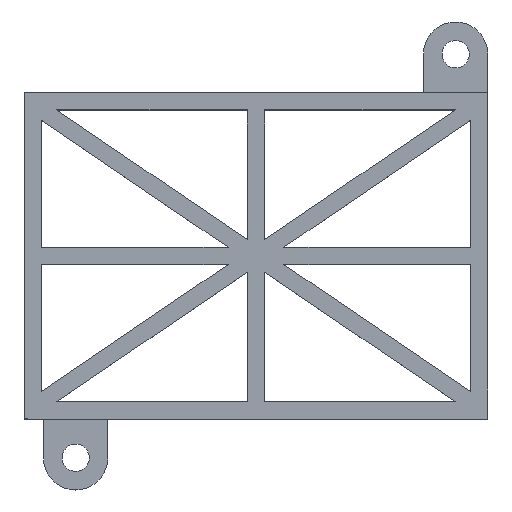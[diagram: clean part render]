
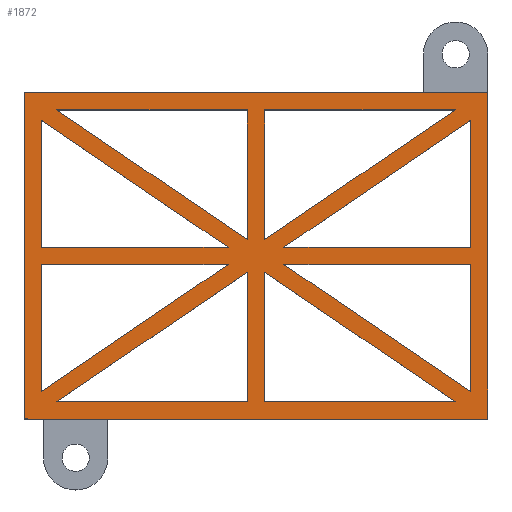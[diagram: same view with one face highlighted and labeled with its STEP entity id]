
A CAD part, top view. The second image highlights one B-rep face of the part: STEP entity #1872.
In plain terms, the highlighted planar face has unit normal (0, 0, 1).
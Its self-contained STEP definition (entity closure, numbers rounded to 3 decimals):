
#25=CIRCLE('',#1923,1.);
#52=FACE_BOUND('',#237,.T.);
#53=FACE_BOUND('',#238,.T.);
#54=FACE_BOUND('',#239,.T.);
#55=FACE_BOUND('',#240,.T.);
#56=FACE_BOUND('',#241,.T.);
#57=FACE_BOUND('',#242,.T.);
#58=FACE_BOUND('',#243,.T.);
#59=FACE_BOUND('',#244,.T.);
#135=FACE_OUTER_BOUND('',#236,.T.);
#236=EDGE_LOOP('',(#1662,#1663,#1664,#1665,#1666,#1667,#1668));
#237=EDGE_LOOP('',(#1669,#1670,#1671));
#238=EDGE_LOOP('',(#1672,#1673,#1674));
#239=EDGE_LOOP('',(#1675,#1676,#1677));
#240=EDGE_LOOP('',(#1678,#1679,#1680));
#241=EDGE_LOOP('',(#1681,#1682,#1683));
#242=EDGE_LOOP('',(#1684,#1685,#1686));
#243=EDGE_LOOP('',(#1687,#1688,#1689));
#244=EDGE_LOOP('',(#1690,#1691,#1692));
#287=LINE('',#2493,#541);
#297=LINE('',#2513,#551);
#303=LINE('',#2525,#557);
#349=LINE('',#2613,#603);
#389=LINE('',#2695,#643);
#391=LINE('',#2699,#645);
#399=LINE('',#2716,#653);
#414=LINE('',#2742,#668);
#417=LINE('',#2747,#671);
#458=LINE('',#2827,#712);
#461=LINE('',#2832,#715);
#463=LINE('',#2836,#717);
#465=LINE('',#2839,#719);
#466=LINE('',#2842,#720);
#468=LINE('',#2845,#722);
#469=LINE('',#2848,#723);
#471=LINE('',#2851,#725);
#472=LINE('',#2854,#726);
#474=LINE('',#2857,#728);
#475=LINE('',#2860,#729);
#477=LINE('',#2864,#731);
#479=LINE('',#2867,#733);
#480=LINE('',#2870,#734);
#482=LINE('',#2873,#736);
#483=LINE('',#2876,#737);
#485=LINE('',#2879,#739);
#486=LINE('',#2881,#740);
#493=LINE('',#2899,#747);
#495=LINE('',#2903,#749);
#496=LINE('',#2905,#750);
#541=VECTOR('',#2039,10.);
#551=VECTOR('',#2049,10.);
#557=VECTOR('',#2057,10.);
#603=VECTOR('',#2107,10.);
#643=VECTOR('',#2175,10.);
#645=VECTOR('',#2179,10.);
#653=VECTOR('',#2193,10.);
#668=VECTOR('',#2210,10.);
#671=VECTOR('',#2213,10.);
#712=VECTOR('',#2300,10.);
#715=VECTOR('',#2303,10.);
#717=VECTOR('',#2307,10.);
#719=VECTOR('',#2311,10.);
#720=VECTOR('',#2314,10.);
#722=VECTOR('',#2318,10.);
#723=VECTOR('',#2321,10.);
#725=VECTOR('',#2325,10.);
#726=VECTOR('',#2328,10.);
#728=VECTOR('',#2332,10.);
#729=VECTOR('',#2335,10.);
#731=VECTOR('',#2339,10.);
#733=VECTOR('',#2343,10.);
#734=VECTOR('',#2346,10.);
#736=VECTOR('',#2350,10.);
#737=VECTOR('',#2353,10.);
#739=VECTOR('',#2357,10.);
#740=VECTOR('',#2360,10.);
#747=VECTOR('',#2381,10.);
#749=VECTOR('',#2385,10.);
#750=VECTOR('',#2388,10.);
#786=VERTEX_POINT('',#2490);
#787=VERTEX_POINT('',#2492);
#796=VERTEX_POINT('',#2510);
#797=VERTEX_POINT('',#2512);
#801=VERTEX_POINT('',#2522);
#802=VERTEX_POINT('',#2524);
#841=VERTEX_POINT('',#2610);
#842=VERTEX_POINT('',#2612);
#869=VERTEX_POINT('',#2692);
#870=VERTEX_POINT('',#2694);
#871=VERTEX_POINT('',#2698);
#876=VERTEX_POINT('',#2711);
#877=VERTEX_POINT('',#2715);
#886=VERTEX_POINT('',#2739);
#887=VERTEX_POINT('',#2741);
#888=VERTEX_POINT('',#2744);
#889=VERTEX_POINT('',#2746);
#904=VERTEX_POINT('',#2824);
#905=VERTEX_POINT('',#2826);
#906=VERTEX_POINT('',#2829);
#907=VERTEX_POINT('',#2831);
#908=VERTEX_POINT('',#2835);
#909=VERTEX_POINT('',#2841);
#910=VERTEX_POINT('',#2847);
#911=VERTEX_POINT('',#2853);
#912=VERTEX_POINT('',#2859);
#913=VERTEX_POINT('',#2863);
#914=VERTEX_POINT('',#2869);
#915=VERTEX_POINT('',#2875);
#919=VERTEX_POINT('',#2897);
#920=VERTEX_POINT('',#2901);
#964=EDGE_CURVE('',#787,#786,#287,.T.);
#974=EDGE_CURVE('',#797,#796,#297,.T.);
#980=EDGE_CURVE('',#802,#801,#303,.T.);
#1026=EDGE_CURVE('',#842,#841,#349,.T.);
#1069=EDGE_CURVE('',#870,#869,#389,.T.);
#1071=EDGE_CURVE('',#871,#802,#391,.T.);
#1079=EDGE_CURVE('',#876,#871,#25,.T.);
#1080=EDGE_CURVE('',#877,#876,#399,.T.);
#1095=EDGE_CURVE('',#887,#886,#414,.T.);
#1098=EDGE_CURVE('',#889,#888,#417,.T.);
#1139=EDGE_CURVE('',#905,#904,#458,.T.);
#1142=EDGE_CURVE('',#907,#906,#461,.T.);
#1144=EDGE_CURVE('',#886,#908,#463,.T.);
#1146=EDGE_CURVE('',#908,#887,#465,.T.);
#1147=EDGE_CURVE('',#909,#889,#466,.T.);
#1149=EDGE_CURVE('',#888,#909,#468,.T.);
#1150=EDGE_CURVE('',#869,#910,#469,.T.);
#1152=EDGE_CURVE('',#910,#870,#471,.T.);
#1153=EDGE_CURVE('',#841,#911,#472,.T.);
#1155=EDGE_CURVE('',#911,#842,#474,.T.);
#1156=EDGE_CURVE('',#797,#912,#475,.T.);
#1158=EDGE_CURVE('',#913,#786,#477,.T.);
#1160=EDGE_CURVE('',#787,#913,#479,.T.);
#1161=EDGE_CURVE('',#906,#914,#480,.T.);
#1163=EDGE_CURVE('',#907,#914,#482,.T.);
#1164=EDGE_CURVE('',#915,#904,#483,.T.);
#1166=EDGE_CURVE('',#905,#915,#485,.T.);
#1167=EDGE_CURVE('',#796,#912,#486,.T.);
#1176=EDGE_CURVE('',#919,#877,#493,.T.);
#1178=EDGE_CURVE('',#920,#919,#495,.T.);
#1179=EDGE_CURVE('',#801,#920,#496,.T.);
#1662=ORIENTED_EDGE('',*,*,#980,.T.);
#1663=ORIENTED_EDGE('',*,*,#1179,.T.);
#1664=ORIENTED_EDGE('',*,*,#1178,.T.);
#1665=ORIENTED_EDGE('',*,*,#1176,.T.);
#1666=ORIENTED_EDGE('',*,*,#1080,.T.);
#1667=ORIENTED_EDGE('',*,*,#1079,.T.);
#1668=ORIENTED_EDGE('',*,*,#1071,.T.);
#1669=ORIENTED_EDGE('',*,*,#1069,.T.);
#1670=ORIENTED_EDGE('',*,*,#1150,.T.);
#1671=ORIENTED_EDGE('',*,*,#1152,.T.);
#1672=ORIENTED_EDGE('',*,*,#1161,.T.);
#1673=ORIENTED_EDGE('',*,*,#1163,.F.);
#1674=ORIENTED_EDGE('',*,*,#1142,.T.);
#1675=ORIENTED_EDGE('',*,*,#1164,.F.);
#1676=ORIENTED_EDGE('',*,*,#1166,.F.);
#1677=ORIENTED_EDGE('',*,*,#1139,.T.);
#1678=ORIENTED_EDGE('',*,*,#964,.T.);
#1679=ORIENTED_EDGE('',*,*,#1158,.F.);
#1680=ORIENTED_EDGE('',*,*,#1160,.F.);
#1681=ORIENTED_EDGE('',*,*,#1144,.T.);
#1682=ORIENTED_EDGE('',*,*,#1146,.T.);
#1683=ORIENTED_EDGE('',*,*,#1095,.T.);
#1684=ORIENTED_EDGE('',*,*,#974,.T.);
#1685=ORIENTED_EDGE('',*,*,#1167,.T.);
#1686=ORIENTED_EDGE('',*,*,#1156,.F.);
#1687=ORIENTED_EDGE('',*,*,#1098,.T.);
#1688=ORIENTED_EDGE('',*,*,#1149,.T.);
#1689=ORIENTED_EDGE('',*,*,#1147,.T.);
#1690=ORIENTED_EDGE('',*,*,#1026,.T.);
#1691=ORIENTED_EDGE('',*,*,#1153,.T.);
#1692=ORIENTED_EDGE('',*,*,#1155,.T.);
#1793=PLANE('',#1974);
#1872=ADVANCED_FACE('',(#135,#52,#53,#54,#55,#56,#57,#58,#59),#1793,.T.);
#1923=AXIS2_PLACEMENT_3D('',#2713,#2189,#2190);
#1974=AXIS2_PLACEMENT_3D('',#2906,#2389,#2390);
#2039=DIRECTION('',(1.,0.,0.));
#2049=DIRECTION('',(1.,0.,0.));
#2057=DIRECTION('',(0.,-1.,0.));
#2107=DIRECTION('',(0.,1.,0.));
#2175=DIRECTION('',(0.,1.,0.));
#2179=DIRECTION('',(-1.,0.,0.));
#2189=DIRECTION('center_axis',(0.,0.,1.));
#2190=DIRECTION('ref_axis',(0.,1.,0.));
#2193=DIRECTION('',(-1.,0.,0.));
#2210=DIRECTION('',(0.,-1.,0.));
#2213=DIRECTION('',(0.,-1.,0.));
#2300=DIRECTION('',(-1.,0.,0.));
#2303=DIRECTION('',(-1.,0.,0.));
#2307=DIRECTION('',(-0.827,0.562,0.));
#2311=DIRECTION('',(1.,0.,0.));
#2314=DIRECTION('',(0.827,0.562,0.));
#2318=DIRECTION('',(-1.,0.,0.));
#2321=DIRECTION('',(1.,0.,0.));
#2325=DIRECTION('',(-0.827,-0.562,0.));
#2328=DIRECTION('',(0.827,-0.562,0.));
#2332=DIRECTION('',(-1.,0.,0.));
#2335=DIRECTION('',(0.,-1.,0.));
#2339=DIRECTION('',(0.,1.,0.));
#2343=DIRECTION('',(0.827,-0.562,0.));
#2346=DIRECTION('',(0.827,0.562,0.));
#2350=DIRECTION('',(0.,1.,0.));
#2353=DIRECTION('',(0.,-1.,0.));
#2357=DIRECTION('',(-0.827,0.562,0.));
#2360=DIRECTION('',(-0.827,-0.562,0.));
#2381=DIRECTION('',(0.,1.,0.));
#2385=DIRECTION('',(1.,0.,0.));
#2388=DIRECTION('',(1.,-0.005,0.));
#2389=DIRECTION('center_axis',(0.,0.,1.));
#2390=DIRECTION('ref_axis',(-1.,0.,0.));
#2490=CARTESIAN_POINT('',(26.,34.,8.));
#2492=CARTESIAN_POINT('',(3.778,34.,8.));
#2493=CARTESIAN_POINT('',(0.,34.,8.));
#2510=CARTESIAN_POINT('',(50.222,34.,8.));
#2512=CARTESIAN_POINT('',(28.,34.,8.));
#2513=CARTESIAN_POINT('',(0.,34.,8.));
#2522=CARTESIAN_POINT('',(0.,-1.993,8.));
#2524=CARTESIAN_POINT('',(0.,36.,8.));
#2525=CARTESIAN_POINT('',(0.,36.,8.));
#2610=CARTESIAN_POINT('',(2.,32.791,8.));
#2612=CARTESIAN_POINT('',(2.,18.,8.));
#2613=CARTESIAN_POINT('',(2.,34.,8.));
#2692=CARTESIAN_POINT('',(2.,16.,8.));
#2694=CARTESIAN_POINT('',(2.,1.209,8.));
#2695=CARTESIAN_POINT('',(2.,34.,8.));
#2698=CARTESIAN_POINT('',(27.569,36.,8.));
#2699=CARTESIAN_POINT('',(27.569,36.,8.));
#2711=CARTESIAN_POINT('',(27.569,36.,8.));
#2713=CARTESIAN_POINT('Origin',(27.569,35.,8.));
#2715=CARTESIAN_POINT('',(54.,36.,8.));
#2716=CARTESIAN_POINT('',(54.,36.,8.));
#2739=CARTESIAN_POINT('',(52.,1.209,8.));
#2741=CARTESIAN_POINT('',(52.,16.,8.));
#2742=CARTESIAN_POINT('',(52.,16.5,8.));
#2744=CARTESIAN_POINT('',(52.,18.,8.));
#2746=CARTESIAN_POINT('',(52.,32.791,8.));
#2747=CARTESIAN_POINT('',(52.,24.896,8.));
#2824=CARTESIAN_POINT('',(28.,0.,8.));
#2826=CARTESIAN_POINT('',(50.222,0.,8.));
#2827=CARTESIAN_POINT('',(52.,0.,8.));
#2829=CARTESIAN_POINT('',(3.778,0.,8.));
#2831=CARTESIAN_POINT('',(26.,0.,8.));
#2832=CARTESIAN_POINT('',(52.,0.,8.));
#2835=CARTESIAN_POINT('',(30.249,16.,8.));
#2836=CARTESIAN_POINT('',(39.781,9.518,8.));
#2839=CARTESIAN_POINT('',(28.624,16.,8.));
#2841=CARTESIAN_POINT('',(30.249,18.,8.));
#2842=CARTESIAN_POINT('',(28.906,17.087,8.));
#2845=CARTESIAN_POINT('',(39.5,18.,8.));
#2847=CARTESIAN_POINT('',(23.751,16.,8.));
#2848=CARTESIAN_POINT('',(2.,16.,8.));
#2851=CARTESIAN_POINT('',(23.751,16.,8.));
#2853=CARTESIAN_POINT('',(23.751,18.,8.));
#2854=CARTESIAN_POINT('',(23.751,18.,8.));
#2857=CARTESIAN_POINT('',(16.036,18.,8.));
#2859=CARTESIAN_POINT('',(28.,18.889,8.));
#2860=CARTESIAN_POINT('',(28.,34.,8.));
#2863=CARTESIAN_POINT('',(26.,18.889,8.));
#2864=CARTESIAN_POINT('',(26.,18.889,8.));
#2867=CARTESIAN_POINT('',(3.778,34.,8.));
#2869=CARTESIAN_POINT('',(26.,15.111,8.));
#2870=CARTESIAN_POINT('',(3.778,0.,8.));
#2873=CARTESIAN_POINT('',(26.,0.,8.));
#2875=CARTESIAN_POINT('',(28.,15.111,8.));
#2876=CARTESIAN_POINT('',(28.,15.111,8.));
#2879=CARTESIAN_POINT('',(50.222,0.,8.));
#2881=CARTESIAN_POINT('',(50.222,34.,8.));
#2897=CARTESIAN_POINT('',(54.,-1.998,8.));
#2899=CARTESIAN_POINT('',(54.,37.002,8.));
#2901=CARTESIAN_POINT('',(1.,-1.998,8.));
#2903=CARTESIAN_POINT('',(1.,-1.998,8.));
#2905=CARTESIAN_POINT('',(0.,-1.993,8.));
#2906=CARTESIAN_POINT('Origin',(27.,17.001,8.));
